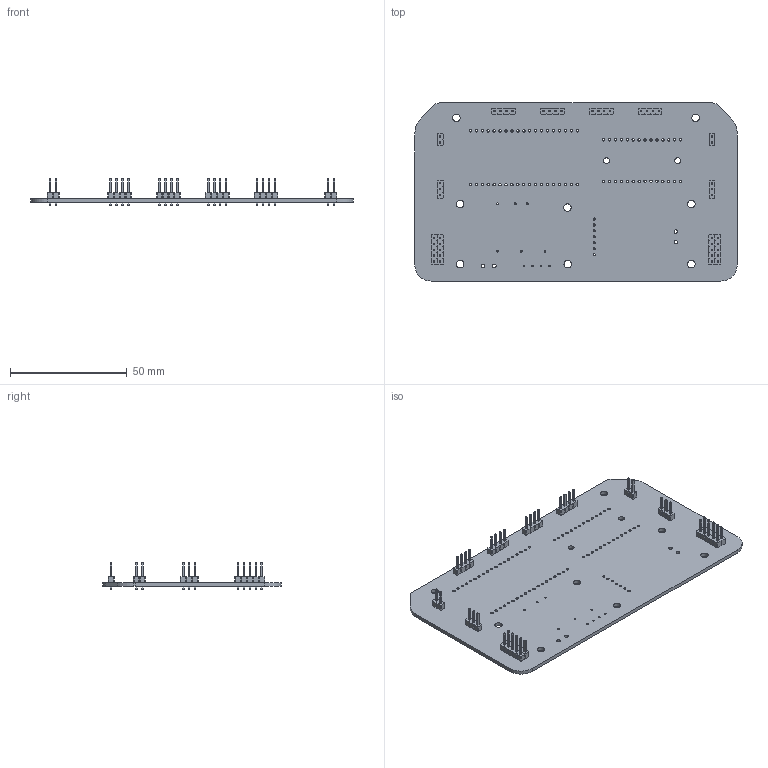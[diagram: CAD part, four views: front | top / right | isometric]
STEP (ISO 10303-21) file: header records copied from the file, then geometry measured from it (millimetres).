
FILE_DESCRIPTION(('KiCad electronic assembly'),'2;1');
FILE_NAME('Dash Main.step','2025-02-23T19:57:23',('Pcbnew'),('Kicad'), 'Open CASCADE STEP processor 7.7','KiCad to STEP converter','Unknown' );
FILE_SCHEMA(('AUTOMOTIVE_DESIGN { 1 0 10303 214 1 1 1 1 }'));
Length unit declared in the file: millimetre
Products named in the file (10): Dash Main 1; PinHeader_1x05_P2.54mm_Vertical; PinHeader_1x05_P254mm_Vertical; PinHeader_1x04_P2.54mm_Vertical; PinHeader_1x04_P254mm_Vertical; PinHeader_1x02_P2.54mm_Vertical; PinHeader_1x02_P254mm_Vertical; PinHeader_1x03_P2.54mm_Vertical; PinHeader_1x03_P254mm_Vertical; Dash Main_PCB
Assembly tree (17 placements, depth 3):
  Dash Main 1
    PinHeader_1x05_P2.54mm_Vertical  x4
      PinHeader_1x05_P254mm_Vertical
    PinHeader_1x04_P2.54mm_Vertical  x4
      PinHeader_1x04_P254mm_Vertical
    PinHeader_1x02_P2.54mm_Vertical  x2
      PinHeader_1x02_P254mm_Vertical
    PinHeader_1x03_P2.54mm_Vertical  x2
      PinHeader_1x03_P254mm_Vertical
    Dash Main_PCB
Bounding box: 137.93 x 76.19 x 11.54 mm (x, y, z)
Volume: 17255.5 mm3; surface area: 24300 mm2
Topology: 13 solids, 13 shells, 1315 faces, 3223 edges, 2026 vertices
Faces by surface type: plane 1166, cylinder 149
Full cylindrical faces by diameter (mm): 0.6 x4, 0.762 x6, 0.9 x7, 1 x46, 1.016 x28, 1.04 x38, 1.5 x2, 1.55 x2, 2.5 x2, 3.2 x8
Entity records: 18694 total; most frequent: CARTESIAN_POINT 2694, DIRECTION 2683, ORIENTED_EDGE 2638, EDGE_CURVE 1319, LINE 1021, VECTOR 1021, VERTEX_POINT 842, AXIS2_PLACEMENT_3D 831
